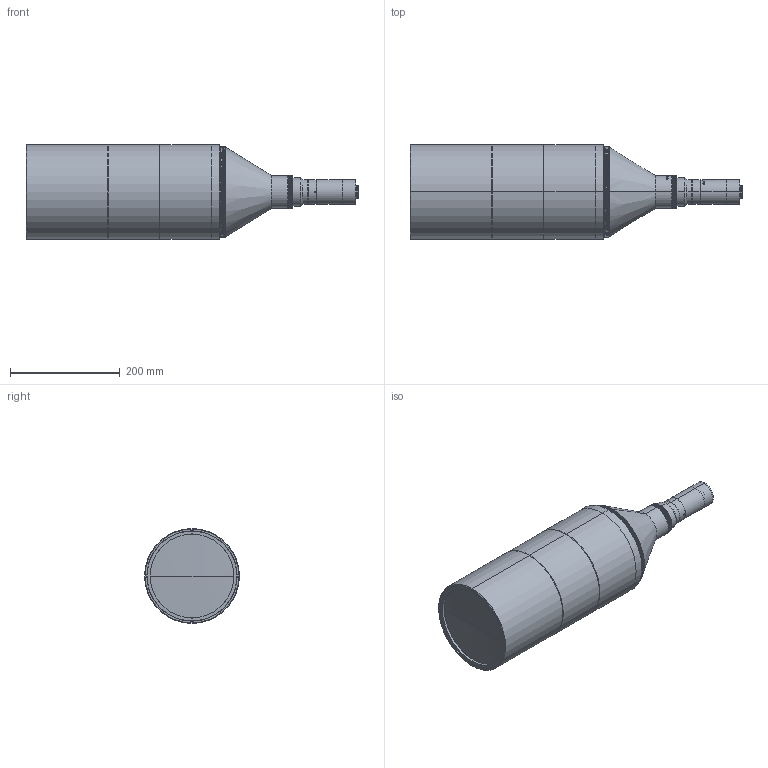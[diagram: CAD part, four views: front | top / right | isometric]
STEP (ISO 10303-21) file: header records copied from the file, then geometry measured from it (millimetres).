
FILE_DESCRIPTION (( 'STEP AP203' ), '1' );
FILE_NAME ('S5LPJ1862_01.STEP', '2022-03-01T10:26:33', ( '' ), ( '' ), 'SwSTEP 2.0', 'SolidWorks 2021', '' );
FILE_SCHEMA (( 'CONFIG_CONTROL_DESIGN' ));
Length unit declared in the file: millimetre
Products named in the file (19): 554305; 557603_S5LPJ1862; 557602_Gravur S5LPJ1862 mit Gewinde; DIN 913 - M3 x 4-N_DIN 913 - M3 x 4-N; S5LMN0450; S5LPX2865; S5LDX0450; 554307; S5LPJ1862_01; 485719; 554301; 554306; 115705; 216321; S5LAO0450; DIN 913 - M3 x 3-N_DIN 913 - M3 x 3-N; 115706_mit_Gewinde; 122103; 115703
Assembly tree (21 placements, depth 3):
  S5LPJ1862_01
    S5LAO0450
      S5LMN0450
      S5LDX0450
    554301
      S5LPX2865
      216321
      485719
      554305
      554306
      554307
      DIN 913 - M3 x 4-N_DIN 913 - M3 x 4-N  x3
      DIN 913 - M3 x 3-N_DIN 913 - M3 x 3-N
    115703  x2
    115705
    115706_mit_Gewinde
    122103
    557602_Gravur S5LPJ1862 mit Gewinde
    557603_S5LPJ1862
Bounding box: 606.29 x 173 x 173 mm (x, y, z)
Volume: 2732123.5 mm3; surface area: 720294.4 mm2
Topology: 19 solids, 19 shells, 672 faces, 1861 edges, 1315 vertices
Faces by surface type: cylinder 289, plane 155, cone 128, torus 84, sphere 10, bspline 6
Entity records: 32420 total; most frequent: CARTESIAN_POINT 14528, ORIENTED_EDGE 3434, DIRECTION 3226, EDGE_CURVE 1717, AXIS2_PLACEMENT_3D 1334, VERTEX_POINT 1229, EDGE_LOOP 714, CIRCLE 712
